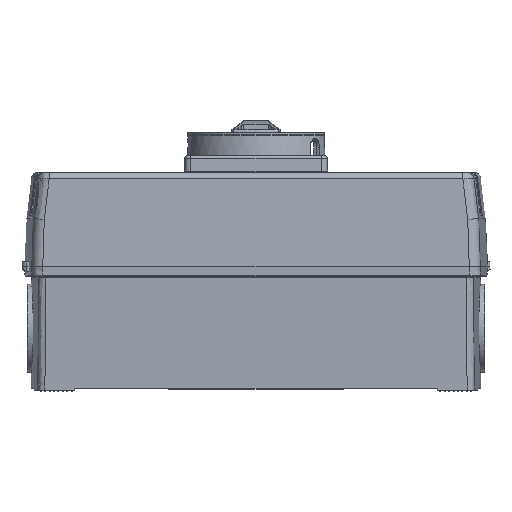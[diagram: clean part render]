
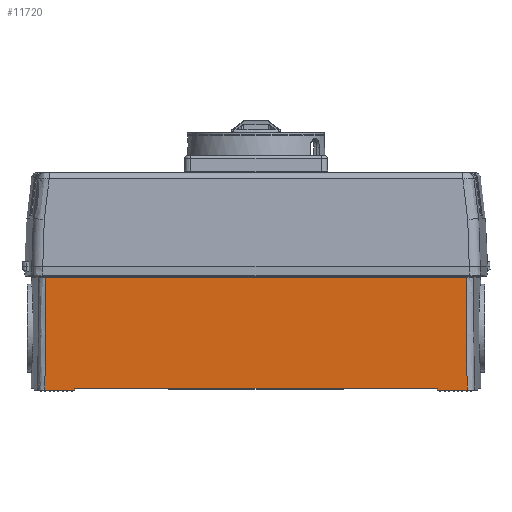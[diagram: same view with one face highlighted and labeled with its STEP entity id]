
A CAD part, left-side view. The second image highlights one B-rep face of the part: STEP entity #11720.
In plain terms, the highlighted planar face has unit normal (-1, 0, -0.026).
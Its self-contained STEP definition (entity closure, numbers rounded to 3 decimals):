
#37=ELLIPSE('',#34566,37964.7,993.8);
#45=ELLIPSE('',#34589,37964.7,993.8);
#2295=PLANE('',#35986);
#2782=LINE('',#46960,#6283);
#2986=LINE('',#48257,#6487);
#3674=LINE('',#51992,#7175);
#4969=LINE('',#54720,#8470);
#5531=LINE('',#56286,#9032);
#5643=LINE('',#56934,#9144);
#6283=VECTOR('',#37671,1.);
#6487=VECTOR('',#37991,1.);
#7175=VECTOR('',#39069,1.);
#8470=VECTOR('',#41468,1.);
#9032=VECTOR('',#42918,1.);
#9144=VECTOR('',#43316,1.);
#11720=ADVANCED_FACE('',(#13497),#2295,.F.);
#13497=FACE_OUTER_BOUND('',#15480,.T.);
#15480=EDGE_LOOP('',(#23738,#23739,#23740,#23741,#23742,#23743,#23744,#23745));
#23738=ORIENTED_EDGE('',*,*,#32528,.T.);
#23739=ORIENTED_EDGE('',*,*,#29494,.T.);
#23740=ORIENTED_EDGE('',*,*,#32723,.T.);
#23741=ORIENTED_EDGE('',*,*,#30499,.F.);
#23742=ORIENTED_EDGE('',*,*,#29145,.F.);
#23743=ORIENTED_EDGE('',*,*,#29149,.F.);
#23744=ORIENTED_EDGE('',*,*,#29094,.F.);
#23745=ORIENTED_EDGE('',*,*,#31809,.F.);
#25486=VERTEX_POINT('',#46377);
#25497=VERTEX_POINT('',#46500);
#25530=VERTEX_POINT('',#46890);
#25531=VERTEX_POINT('',#46892);
#25796=VERTEX_POINT('',#48258);
#25797=VERTEX_POINT('',#48259);
#26490=VERTEX_POINT('',#51993);
#27370=VERTEX_POINT('',#54719);
#29094=EDGE_CURVE('',#25497,#25486,#37,.T.);
#29145=EDGE_CURVE('',#25530,#25531,#45,.T.);
#29149=EDGE_CURVE('',#25486,#25530,#2782,.T.);
#29494=EDGE_CURVE('',#25796,#25797,#2986,.T.);
#30499=EDGE_CURVE('',#25531,#26490,#3674,.T.);
#31809=EDGE_CURVE('',#27370,#25497,#4969,.T.);
#32528=EDGE_CURVE('',#27370,#25796,#5531,.T.);
#32723=EDGE_CURVE('',#25797,#26490,#5643,.T.);
#34566=AXIS2_PLACEMENT_3D('',#46501,#37608,#37609);
#34589=AXIS2_PLACEMENT_3D('',#46891,#37667,#37668);
#35986=AXIS2_PLACEMENT_3D('',#56939,#43324,#43325);
#37608=DIRECTION('',(1.,0.,0.026));
#37609=DIRECTION('',(-0.026,0.,1.));
#37667=DIRECTION('',(1.,0.,0.026));
#37668=DIRECTION('',(-0.026,0.,1.));
#37671=DIRECTION('',(0.,-1.,0.));
#37991=DIRECTION('',(0.,-1.,0.));
#39069=DIRECTION('',(0.,1.,0.));
#41468=DIRECTION('',(0.,1.,0.));
#42918=DIRECTION('',(-0.026,0.,1.));
#43316=DIRECTION('',(0.026,0.,-1.));
#43324=DIRECTION('',(1.,0.,0.026));
#43325=DIRECTION('',(0.026,0.,-1.));
#46377=CARTESIAN_POINT('',(-84.487,95.47,51.013));
#46500=CARTESIAN_POINT('',(-83.151,95.579,0.));
#46501=CARTESIAN_POINT('',(-3.199,-895.,-3053.264));
#46890=CARTESIAN_POINT('',(-84.487,-95.47,51.013));
#46891=CARTESIAN_POINT('',(-3.199,895.,-3053.264));
#46892=CARTESIAN_POINT('',(-83.151,-95.579,0.));
#46960=CARTESIAN_POINT('',(-84.487,0.,51.013));
#48257=CARTESIAN_POINT('',(-83.172,0.,0.8));
#48258=CARTESIAN_POINT('',(-83.172,82.,0.8));
#48259=CARTESIAN_POINT('',(-83.172,-82.,0.8));
#51992=CARTESIAN_POINT('',(-83.151,0.,0.));
#51993=CARTESIAN_POINT('',(-83.151,-82.,0.));
#54719=CARTESIAN_POINT('',(-83.151,82.,0.));
#54720=CARTESIAN_POINT('',(-83.151,0.,0.));
#56286=CARTESIAN_POINT('',(-83.153,82.,0.066));
#56934=CARTESIAN_POINT('',(-83.142,-82.,-0.346));
#56939=CARTESIAN_POINT('',(-83.152,0.,0.018));
